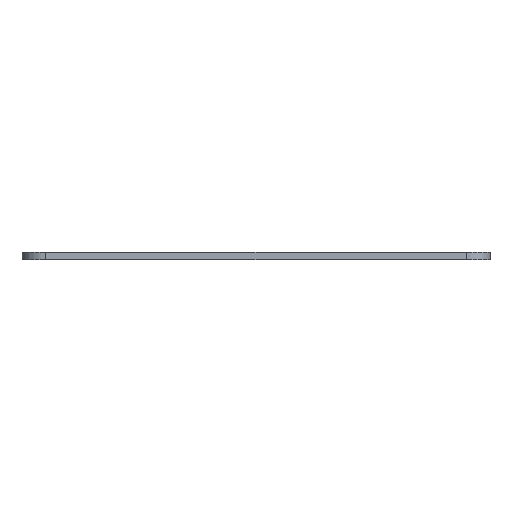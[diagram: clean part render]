
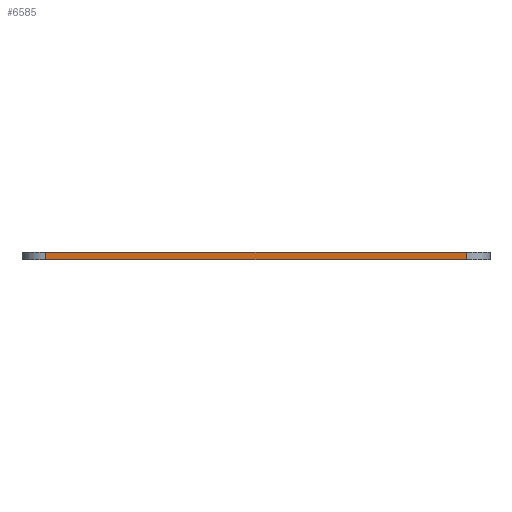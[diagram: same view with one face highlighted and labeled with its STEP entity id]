
A CAD part, front view. The second image highlights one B-rep face of the part: STEP entity #6585.
In plain terms, the highlighted planar face has unit normal (0, -1, 0).
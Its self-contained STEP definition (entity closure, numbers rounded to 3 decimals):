
#211=PLANE('',#6758);
#545=FACE_OUTER_BOUND('',#931,.T.);
#931=EDGE_LOOP('',(#5831,#5832,#5833,#5834));
#1389=LINE('',#13201,#1885);
#1415=LINE('',#13308,#1911);
#1416=LINE('',#13311,#1912);
#1417=LINE('',#13312,#1913);
#1885=VECTOR('',#7387,10.);
#1911=VECTOR('',#7487,10.);
#1912=VECTOR('',#7490,10.);
#1913=VECTOR('',#7491,10.);
#2994=VERTEX_POINT('',#13198);
#2995=VERTEX_POINT('',#13200);
#3039=VERTEX_POINT('',#13306);
#3040=VERTEX_POINT('',#13310);
#3936=EDGE_CURVE('',#2994,#2995,#1389,.T.);
#3986=EDGE_CURVE('',#2995,#3039,#1415,.T.);
#3987=EDGE_CURVE('',#3040,#2994,#1416,.T.);
#3988=EDGE_CURVE('',#3039,#3040,#1417,.T.);
#5831=ORIENTED_EDGE('',*,*,#3986,.F.);
#5832=ORIENTED_EDGE('',*,*,#3936,.F.);
#5833=ORIENTED_EDGE('',*,*,#3987,.F.);
#5834=ORIENTED_EDGE('',*,*,#3988,.F.);
#6585=ADVANCED_FACE('',(#545),#211,.T.);
#6758=AXIS2_PLACEMENT_3D('',#13309,#7488,#7489);
#7387=DIRECTION('',(-1.,0.,0.));
#7487=DIRECTION('',(0.,0.,1.));
#7488=DIRECTION('center_axis',(0.,-1.,0.));
#7489=DIRECTION('ref_axis',(1.,0.,0.));
#7490=DIRECTION('',(0.,0.,-1.));
#7491=DIRECTION('',(1.,0.,0.));
#13198=CARTESIAN_POINT('',(83.297,-50.522,0.));
#13200=CARTESIAN_POINT('',(-5.909,-50.522,0.));
#13201=CARTESIAN_POINT('',(88.297,-50.522,0.));
#13306=CARTESIAN_POINT('',(-5.909,-50.522,1.5));
#13308=CARTESIAN_POINT('',(-5.909,-50.522,0.));
#13309=CARTESIAN_POINT('Origin',(-10.909,-50.522,0.));
#13310=CARTESIAN_POINT('',(83.297,-50.522,1.5));
#13311=CARTESIAN_POINT('',(83.297,-50.522,0.));
#13312=CARTESIAN_POINT('',(88.297,-50.522,1.5));
